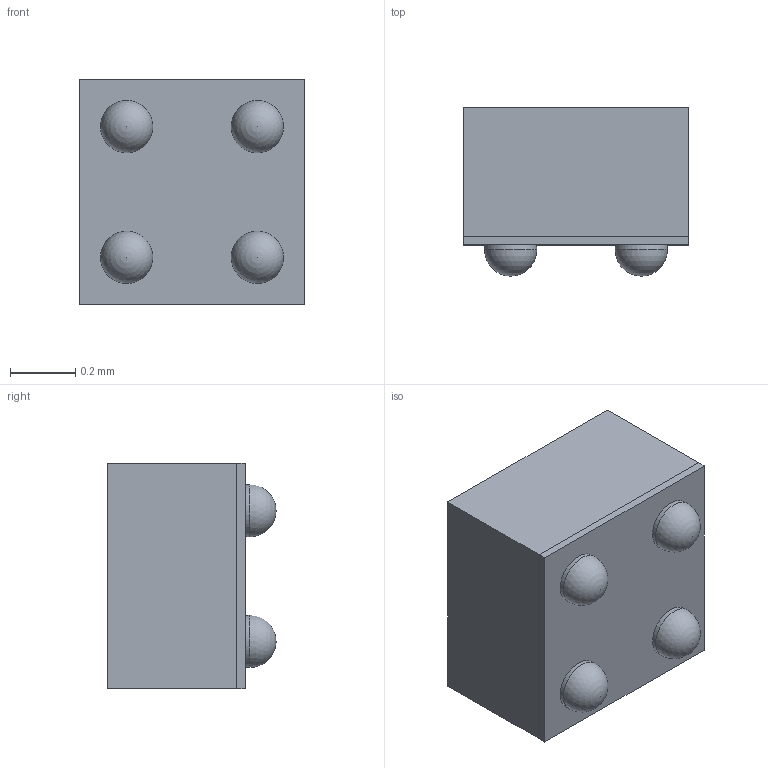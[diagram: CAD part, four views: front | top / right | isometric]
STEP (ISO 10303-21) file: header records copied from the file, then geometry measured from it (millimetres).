
FILE_DESCRIPTION (( 'STEP AP214' ), '1' );
FILE_NAME ('LD39130SJ10R.STEP', '2021-12-10T23:19:45', ( '' ), ( '' ), 'SwSTEP 2.0', 'SolidWorks 2017', '' );
FILE_SCHEMA (( 'AUTOMOTIVE_DESIGN' ));
Length unit declared in the file: millimetre
Products named in the file (1): LD39130SJ10R
Bounding box: 0.69 x 0.52 x 0.69 mm (x, y, z)
Volume: 0.2 mm3; surface area: 3.4 mm2
Topology: 7 solids, 7 shells, 31 faces, 68 edges, 48 vertices
Faces by surface type: plane 19, sphere 8, cylinder 4
Entity records: 846 total; most frequent: DIRECTION 140, CARTESIAN_POINT 124, ORIENTED_EDGE 104, AXIS2_PLACEMENT_3D 56, EDGE_CURVE 52, VERTEX_POINT 40, EDGE_LOOP 36, ADVANCED_FACE 31
